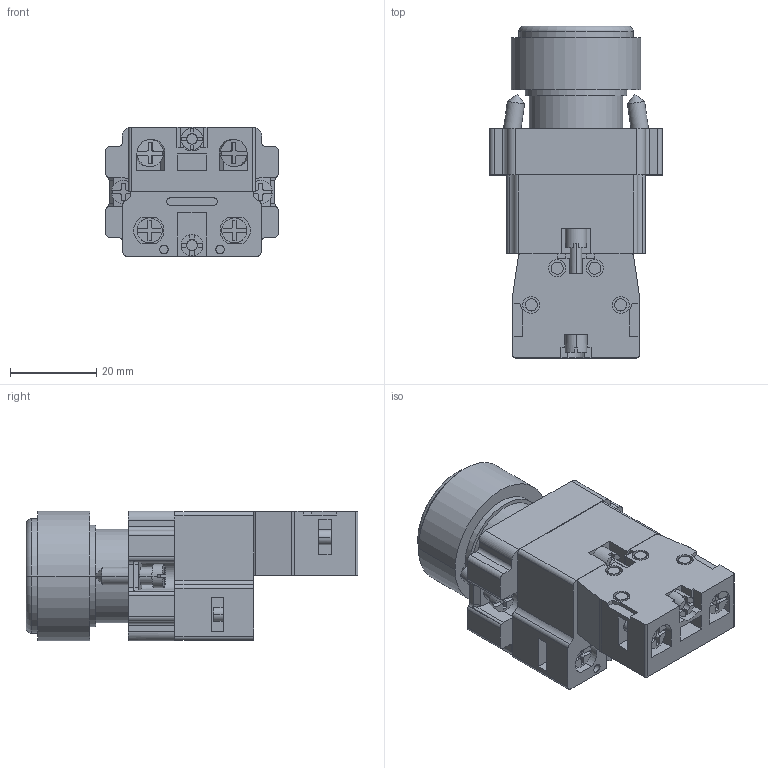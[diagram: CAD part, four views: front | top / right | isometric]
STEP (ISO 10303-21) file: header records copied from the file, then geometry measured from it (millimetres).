
FILE_DESCRIPTION((''),'2;1');
FILE_NAME('LA167-B2-BWF3361','2022-12-03T',('Administrator'),('zyb.com'),'PRO/ENGINEER BY PARAMETRIC TECHNOLOGY CORPORATION, 2010280','PRO/ENGINEER BY PARAMETRIC TECHNOLOGY CORPORATION, 2010280','');
FILE_SCHEMA(('CONFIG_CONTROL_DESIGN'));
Length unit declared in the file: millimetre
Products named in the file (1): LA167-B2-BWF3361
Bounding box: 40 x 76.8 x 30 mm (x, y, z)
Volume: 48711.3 mm3; surface area: 14271.3 mm2
Topology: 4 solids, 5 shells, 435 faces, 1162 edges, 764 vertices
Faces by surface type: plane 276, cylinder 139, extrusion 8, cone 6, bspline 4, torus 2
Entity records: 13917 total; most frequent: CARTESIAN_POINT 2760, DIRECTION 2326, ORIENTED_EDGE 2316, EDGE_CURVE 1158, VECTOR 776, AXIS2_PLACEMENT_3D 775, LINE 768, VERTEX_POINT 764
